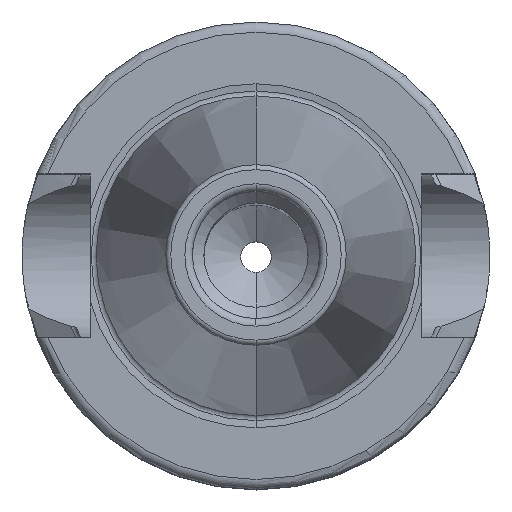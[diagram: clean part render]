
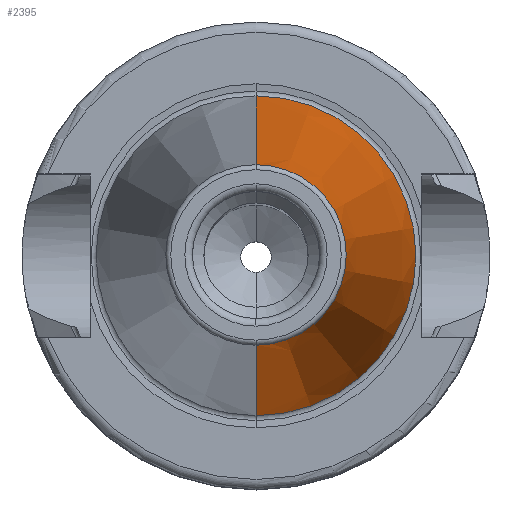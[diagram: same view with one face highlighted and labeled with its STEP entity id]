
A CAD part, top view. The second image highlights one B-rep face of the part: STEP entity #2395.
In plain terms, the highlighted conical face has half-angle 8.297 degrees and reference radius 12.304 mm.
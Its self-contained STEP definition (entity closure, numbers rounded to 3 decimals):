
#896=CARTESIAN_POINT('',(0,0,69.972));
#897=DIRECTION('',(0,0,1));
#898=DIRECTION('',(0,-1,0));
#899=AXIS2_PLACEMENT_3D('',#896,#897,#898);
#901=CARTESIAN_POINT('',(0,0,23));
#902=DIRECTION('',(0,0,-1));
#903=DIRECTION('',(0,1,0));
#904=AXIS2_PLACEMENT_3D('',#901,#902,#903);
#1045=DIRECTION('',(0.,0.144,0.99));
#1046=VECTOR('',#1045,47.469);
#1047=CARTESIAN_POINT('',(0,-15.729,23));
#1048=LINE('',#1047,#1046);
#1054=DIRECTION('',(0.,-0.144,0.99));
#1055=VECTOR('',#1054,47.469);
#1056=CARTESIAN_POINT('',(0,15.729,23));
#1057=LINE('',#1056,#1055);
#1190=CARTESIAN_POINT('',(0,15.729,23));
#1192=VERTEX_POINT('',#1190);
#1206=CARTESIAN_POINT('',(0,-15.729,23));
#1208=VERTEX_POINT('',#1206);
#1233=CARTESIAN_POINT('',(0,8.879,69.972));
#1234=CARTESIAN_POINT('',(0,-8.879,69.972));
#1235=VERTEX_POINT('',#1233);
#1236=VERTEX_POINT('',#1234);
#2381=CARTESIAN_POINT('',(0,0,46.486));
#2382=DIRECTION('',(0,0,-1));
#2383=DIRECTION('',(0,-1,0));
#2384=AXIS2_PLACEMENT_3D('',#2381,#2382,#2383);
#2385=CONICAL_SURFACE('',#2384,12.304,8.297);
#2387=ORIENTED_EDGE('',*,*,#2386,.T.);
#2389=ORIENTED_EDGE('',*,*,#2388,.F.);
#2390=ORIENTED_EDGE('',*,*,#2376,.T.);
#2392=ORIENTED_EDGE('',*,*,#2391,.T.);
#2393=EDGE_LOOP('',(#2387,#2389,#2390,#2392));
#2394=FACE_OUTER_BOUND('',#2393,.F.);
#2395=ADVANCED_FACE('',(#2394),#2385,.T.);
#900=CIRCLE('',#899,8.879);
#905=CIRCLE('',#904,15.729);
#2376=EDGE_CURVE('',#1192,#1208,#905,.T.);
#2386=EDGE_CURVE('',#1236,#1235,#900,.T.);
#2388=EDGE_CURVE('',#1192,#1235,#1057,.T.);
#2391=EDGE_CURVE('',#1208,#1236,#1048,.T.);
